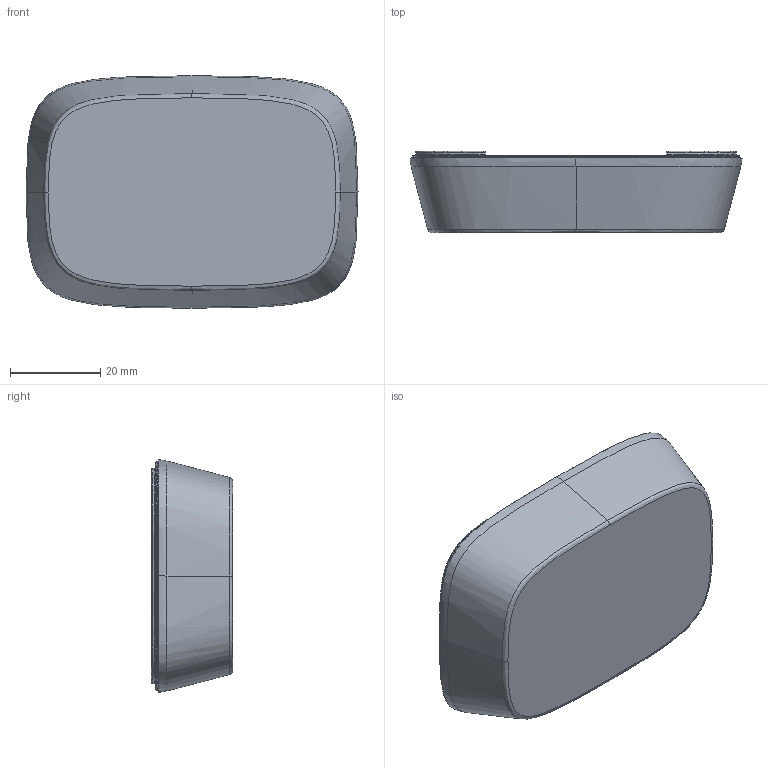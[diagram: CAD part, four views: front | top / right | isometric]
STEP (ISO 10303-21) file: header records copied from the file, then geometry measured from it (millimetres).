
FILE_DESCRIPTION (( 'STEP AP214' ), '1' );
FILE_NAME ('VS0008-C(Modified).STEP', '2017-05-04T15:28:42', ( '' ), ( '' ), 'SwSTEP 2.0', 'SolidWorks 2016', '' );
FILE_SCHEMA (( 'AUTOMOTIVE_DESIGN' ));
Length unit declared in the file: millimetre
Products named in the file (1): VS0008-C(Modified)
Bounding box: 73.45 x 18 x 51.45 mm (x, y, z)
Volume: 11660.2 mm3; surface area: 12122.5 mm2
Topology: 1 solids, 1 shells, 82 faces, 182 edges, 100 vertices
Faces by surface type: bspline 76, plane 6
Entity records: 10876 total; most frequent: CARTESIAN_POINT 9629, ORIENTED_EDGE 356, EDGE_CURVE 178, B_SPLINE_CURVE_WITH_KNOTS 138, VERTEX_POINT 100, EDGE_LOOP 84, FACE_OUTER_BOUND 82, DIRECTION 82
